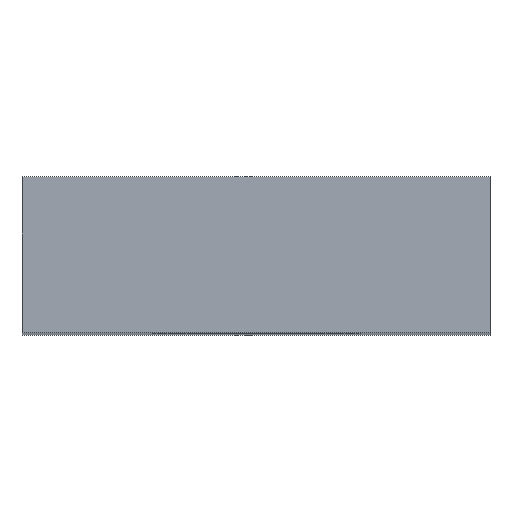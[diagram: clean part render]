
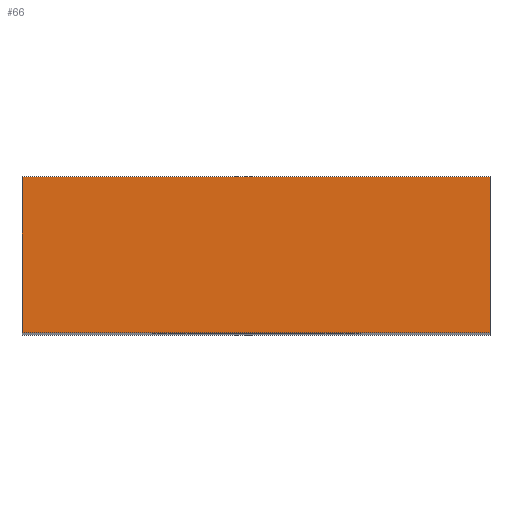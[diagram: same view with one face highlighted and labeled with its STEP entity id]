
A CAD part, top view. The second image highlights one B-rep face of the part: STEP entity #66.
In plain terms, the highlighted planar face has unit normal (0, 0, 1).
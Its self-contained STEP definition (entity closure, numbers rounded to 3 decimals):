
#66=ADVANCED_FACE('',(#131),#132,.T.);
#131=FACE_OUTER_BOUND('',#196,.T.);
#132=PLANE('',#197);
#196=EDGE_LOOP('',(#315,#316,#317,#318));
#197=AXIS2_PLACEMENT_3D('',#319,#320,#321);
#315=ORIENTED_EDGE('',*,*,#411,.T.);
#316=ORIENTED_EDGE('',*,*,#412,.T.);
#317=ORIENTED_EDGE('',*,*,#413,.T.);
#318=ORIENTED_EDGE('',*,*,#414,.T.);
#319=CARTESIAN_POINT('',(0.0,1.5,24.0));
#320=DIRECTION('',(0.0,0.0,1.0));
#321=DIRECTION('',(1.0,0.0,0.0));
#411=EDGE_CURVE('',#485,#486,#487,.T.);
#412=EDGE_CURVE('',#486,#488,#489,.T.);
#413=EDGE_CURVE('',#488,#490,#491,.T.);
#414=EDGE_CURVE('',#490,#485,#492,.T.);
#485=VERTEX_POINT('',#579);
#486=VERTEX_POINT('',#580);
#487=LINE('',#581,#582);
#488=VERTEX_POINT('',#583);
#489=LINE('',#584,#585);
#490=VERTEX_POINT('',#586);
#491=LINE('',#587,#588);
#492=LINE('',#589,#590);
#579=CARTESIAN_POINT('',(4.5,0.0,24.0));
#580=CARTESIAN_POINT('',(4.5,3.0,24.0));
#581=CARTESIAN_POINT('',(4.5,1.5,24.0));
#582=VECTOR('',#676,1.0);
#583=CARTESIAN_POINT('',(-4.5,3.0,24.0));
#584=CARTESIAN_POINT('',(0.0,3.0,24.0));
#585=VECTOR('',#677,1.0);
#586=CARTESIAN_POINT('',(-4.5,0.0,24.0));
#587=CARTESIAN_POINT('',(-4.5,1.5,24.0));
#588=VECTOR('',#678,1.0);
#589=CARTESIAN_POINT('',(0.0,0.0,24.0));
#590=VECTOR('',#679,1.0);
#676=DIRECTION('',(0.0,1.0,0.0));
#677=DIRECTION('',(-1.0,0.0,0.0));
#678=DIRECTION('',(0.0,-1.0,0.0));
#679=DIRECTION('',(1.0,0.0,0.0));
